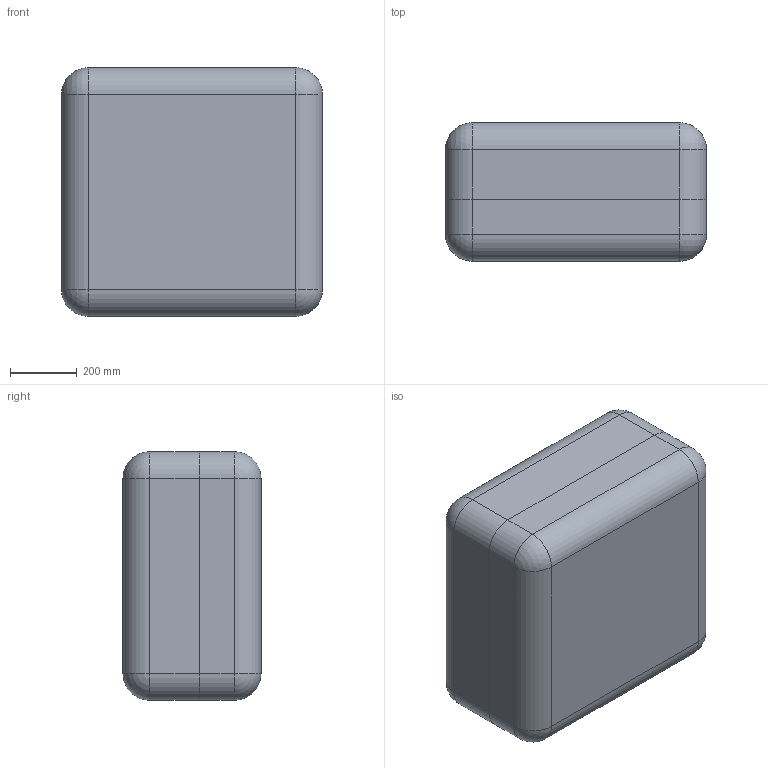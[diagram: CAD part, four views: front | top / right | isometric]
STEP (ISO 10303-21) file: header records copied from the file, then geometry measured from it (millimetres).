
FILE_DESCRIPTION (( 'STEP AP214' ), '1' );
FILE_NAME ('Êîíòåéíåð ÀÄÌÈÐÀË®ÏÐÎÔÅÑÑÈÎÍÀËÜÍÛÅ 092_óïðîùåííàÿ 3D-ìîäåëü.STEP', '2025-08-22T12:43:50', ( '' ), ( '' ), 'SwSTEP 2.0', 'SolidWorks 2021', '' );
FILE_SCHEMA (( 'AUTOMOTIVE_DESIGN' ));
Length unit declared in the file: millimetre
Products named in the file (3): Êîíòåéíåð ÀÄÌÈÐÀË®ÏÐÎÔÅÑÑÈÎÍÀËÜÍÛÅ 092_óïðîùåííàÿ 3D-ìîäåëü; Base_90(óïð); Lid 96(óïð)
Assembly tree (2 placements, depth 2):
  Êîíòåéíåð ÀÄÌÈÐÀË®ÏÐÎÔÅÑÑÈÎÍÀËÜÍÛÅ 092_óïðîùåííàÿ 3D-ìîäåëü
    Base_90(óïð)
    Lid 96(óïð)
Bounding box: 782.58 x 414.31 x 745.44 mm (x, y, z)
Volume: 103113519.9 mm3; surface area: 5104452.5 mm2
Topology: 2 solids, 2 shells, 1567 faces, 3948 edges, 2308 vertices
Faces by surface type: cylinder 606, plane 357, bspline 324, torus 216, sphere 32, cone 32
Entity records: 59237 total; most frequent: CARTESIAN_POINT 24141, ORIENTED_EDGE 7736, DIRECTION 7012, EDGE_CURVE 3868, AXIS2_PLACEMENT_3D 2720, VERTEX_POINT 2308, EDGE_LOOP 1578, VECTOR 1572
